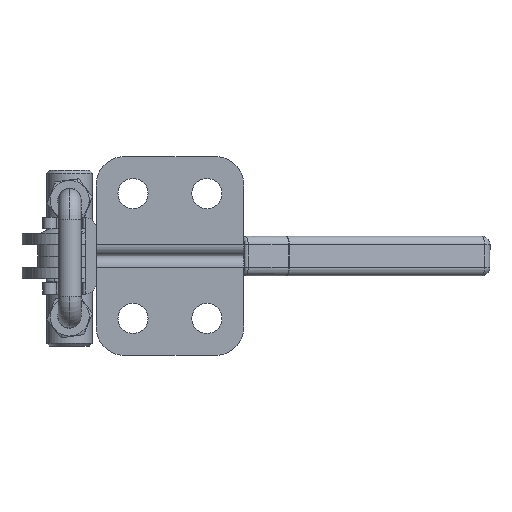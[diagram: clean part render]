
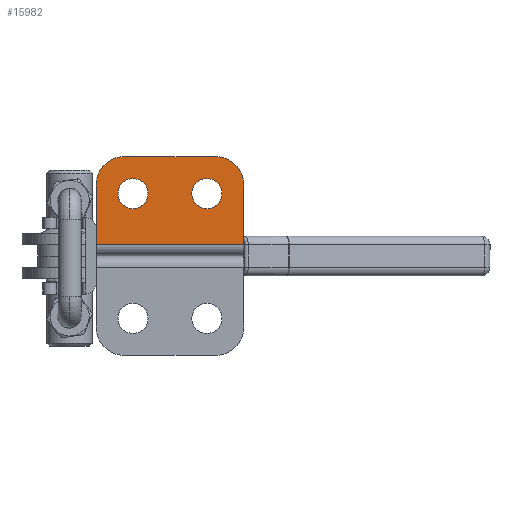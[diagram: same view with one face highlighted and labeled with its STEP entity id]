
A CAD part, front view. The second image highlights one B-rep face of the part: STEP entity #15982.
In plain terms, the highlighted planar face has unit normal (0, -1, 0).
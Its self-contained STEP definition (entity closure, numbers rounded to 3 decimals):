
#1032 = ORIENTED_EDGE ( 'NONE', *, *, #6246, .T. ) ;
#1633 = ORIENTED_EDGE ( 'NONE', *, *, #17576, .T. ) ;
#1716 = CARTESIAN_POINT ( 'NONE',  ( -19.5, 0., 11. ) ) ;
#1891 = LINE ( 'NONE', #16099, #34377 ) ;
#2114 = VERTEX_POINT ( 'NONE', #14260 ) ;
#2776 = LINE ( 'NONE', #36407, #3782 ) ;
#3236 = CARTESIAN_POINT ( 'NONE',  ( -26., 0., 17.5 ) ) ;
#3781 = EDGE_CURVE ( 'NONE', #16440, #2114, #2776, .T. ) ;
#3782 = VECTOR ( 'NONE', #17515, 1000. ) ;
#3922 = EDGE_LOOP ( 'NONE', ( #34482, #1633 ) ) ;
#4132 = ORIENTED_EDGE ( 'NONE', *, *, #18409, .T. ) ;
#4399 = CIRCLE ( 'NONE', #24025, 2.65 ) ;
#4645 = CARTESIAN_POINT ( 'NONE',  ( -6.5, 0., 11. ) ) ;
#4660 = VERTEX_POINT ( 'NONE', #38133 ) ;
#4885 = DIRECTION ( 'NONE',  ( -1., 0., 0. ) ) ;
#4970 = AXIS2_PLACEMENT_3D ( 'NONE', #26730, #10992, #33026 ) ;
#4978 = FACE_BOUND ( 'NONE', #3922, .T. ) ;
#5452 = AXIS2_PLACEMENT_3D ( 'NONE', #7400, #29431, #10549 ) ;
#5701 = VERTEX_POINT ( 'NONE', #11371 ) ;
#5752 = DIRECTION ( 'NONE',  ( 0., 1., 0. ) ) ;
#6246 = EDGE_CURVE ( 'NONE', #33541, #31577, #9727, .T. ) ;
#6405 = DIRECTION ( 'NONE',  ( 1., 0., 0. ) ) ;
#7400 = CARTESIAN_POINT ( 'NONE',  ( -21., 0., 12.5 ) ) ;
#7802 = DIRECTION ( 'NONE',  ( -1., 0., 0. ) ) ;
#7838 = PLANE ( 'NONE',  #4970 ) ;
#9085 = LINE ( 'NONE', #30268, #33229 ) ;
#9182 = EDGE_CURVE ( 'NONE', #2114, #21367, #9085, .T. ) ;
#9311 = VERTEX_POINT ( 'NONE', #12605 ) ;
#9727 = CIRCLE ( 'NONE', #27319, 5. ) ;
#10549 = DIRECTION ( 'NONE',  ( -1., 0., 0. ) ) ;
#10992 = DIRECTION ( 'NONE',  ( 0., 1., 0. ) ) ;
#11312 = CARTESIAN_POINT ( 'NONE',  ( -6.5, 0., 11. ) ) ;
#11371 = CARTESIAN_POINT ( 'NONE',  ( -19.5, 0., 8.35 ) ) ;
#12605 = CARTESIAN_POINT ( 'NONE',  ( -6.5, 0., 13.65 ) ) ;
#12738 = CARTESIAN_POINT ( 'NONE',  ( -5., 0., 12.5 ) ) ;
#13896 = EDGE_CURVE ( 'NONE', #28159, #16440, #14921, .T. ) ;
#14260 = CARTESIAN_POINT ( 'NONE',  ( -26., 0., 2. ) ) ;
#14475 = DIRECTION ( 'NONE',  ( -1., 0., 0. ) ) ;
#14560 = DIRECTION ( 'NONE',  ( 1., 0., 0. ) ) ;
#14921 = CIRCLE ( 'NONE', #5452, 5. ) ;
#15903 = DIRECTION ( 'NONE',  ( -1., 0., 0. ) ) ;
#15982 = ADVANCED_FACE ( 'NONE', ( #4978, #21748, #31069 ), #7838, .F. ) ;
#16099 = CARTESIAN_POINT ( 'NONE',  ( 0., 0., 2. ) ) ;
#16440 = VERTEX_POINT ( 'NONE', #16770 ) ;
#16770 = CARTESIAN_POINT ( 'NONE',  ( -26., 0., 12.5 ) ) ;
#17515 = DIRECTION ( 'NONE',  ( 0., 0., -1. ) ) ;
#17576 = EDGE_CURVE ( 'NONE', #5701, #4660, #32976, .T. ) ;
#17675 = ORIENTED_EDGE ( 'NONE', *, *, #38230, .F. ) ;
#18409 = EDGE_CURVE ( 'NONE', #23845, #9311, #23592, .T. ) ;
#18655 = EDGE_CURVE ( 'NONE', #33541, #21367, #1891, .T. ) ;
#19383 = EDGE_CURVE ( 'NONE', #9311, #23845, #4399, .T. ) ;
#21367 = VERTEX_POINT ( 'NONE', #27406 ) ;
#21748 = FACE_BOUND ( 'NONE', #29448, .T. ) ;
#23592 = CIRCLE ( 'NONE', #26393, 2.65 ) ;
#23726 = AXIS2_PLACEMENT_3D ( 'NONE', #24614, #5752, #27800 ) ;
#23755 = DIRECTION ( 'NONE',  ( 0., 1., 0. ) ) ;
#23845 = VERTEX_POINT ( 'NONE', #29175 ) ;
#24025 = AXIS2_PLACEMENT_3D ( 'NONE', #4645, #26692, #7802 ) ;
#24614 = CARTESIAN_POINT ( 'NONE',  ( -19.5, 0., 11. ) ) ;
#26121 = AXIS2_PLACEMENT_3D ( 'NONE', #1716, #23755, #4885 ) ;
#26393 = AXIS2_PLACEMENT_3D ( 'NONE', #11312, #33346, #14475 ) ;
#26692 = DIRECTION ( 'NONE',  ( 0., 1., 0. ) ) ;
#26730 = CARTESIAN_POINT ( 'NONE',  ( 0., 0., 2. ) ) ;
#26880 = ORIENTED_EDGE ( 'NONE', *, *, #3781, .T. ) ;
#27319 = AXIS2_PLACEMENT_3D ( 'NONE', #12738, #34758, #15903 ) ;
#27406 = CARTESIAN_POINT ( 'NONE',  ( 0., 0., 2. ) ) ;
#27776 = CARTESIAN_POINT ( 'NONE',  ( -5., 0., 17.5 ) ) ;
#27800 = DIRECTION ( 'NONE',  ( -1., 0., 0. ) ) ;
#28159 = VERTEX_POINT ( 'NONE', #33181 ) ;
#28320 = EDGE_CURVE ( 'NONE', #4660, #5701, #28887, .T. ) ;
#28688 = VECTOR ( 'NONE', #6405, 1000. ) ;
#28887 = CIRCLE ( 'NONE', #26121, 2.65 ) ;
#29175 = CARTESIAN_POINT ( 'NONE',  ( -6.5, 0., 8.35 ) ) ;
#29226 = EDGE_LOOP ( 'NONE', ( #30981, #1032, #17675, #36094, #26880, #31683 ) ) ;
#29431 = DIRECTION ( 'NONE',  ( 0., -1., 0. ) ) ;
#29448 = EDGE_LOOP ( 'NONE', ( #31395, #4132 ) ) ;
#30268 = CARTESIAN_POINT ( 'NONE',  ( 0., 0., 2. ) ) ;
#30981 = ORIENTED_EDGE ( 'NONE', *, *, #18655, .F. ) ;
#31069 = FACE_OUTER_BOUND ( 'NONE', #29226, .T. ) ;
#31395 = ORIENTED_EDGE ( 'NONE', *, *, #19383, .T. ) ;
#31577 = VERTEX_POINT ( 'NONE', #27776 ) ;
#31683 = ORIENTED_EDGE ( 'NONE', *, *, #9182, .T. ) ;
#32815 = CARTESIAN_POINT ( 'NONE',  ( 0., 0., 12.5 ) ) ;
#32976 = CIRCLE ( 'NONE', #23726, 2.65 ) ;
#33026 = DIRECTION ( 'NONE',  ( -1., 0., 0. ) ) ;
#33181 = CARTESIAN_POINT ( 'NONE',  ( -21., 0., 17.5 ) ) ;
#33229 = VECTOR ( 'NONE', #14560, 1000. ) ;
#33346 = DIRECTION ( 'NONE',  ( 0., 1., 0. ) ) ;
#33541 = VERTEX_POINT ( 'NONE', #32815 ) ;
#34377 = VECTOR ( 'NONE', #35085, 1000. ) ;
#34482 = ORIENTED_EDGE ( 'NONE', *, *, #28320, .T. ) ;
#34758 = DIRECTION ( 'NONE',  ( 0., -1., 0. ) ) ;
#35085 = DIRECTION ( 'NONE',  ( 0., 0., -1. ) ) ;
#36094 = ORIENTED_EDGE ( 'NONE', *, *, #13896, .T. ) ;
#36407 = CARTESIAN_POINT ( 'NONE',  ( -26., 0., 2. ) ) ;
#37050 = LINE ( 'NONE', #3236, #28688 ) ;
#38133 = CARTESIAN_POINT ( 'NONE',  ( -19.5, 0., 13.65 ) ) ;
#38230 = EDGE_CURVE ( 'NONE', #28159, #31577, #37050, .T. ) ;
